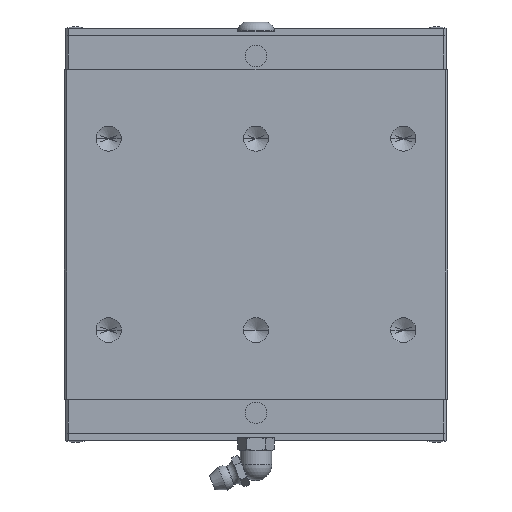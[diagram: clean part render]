
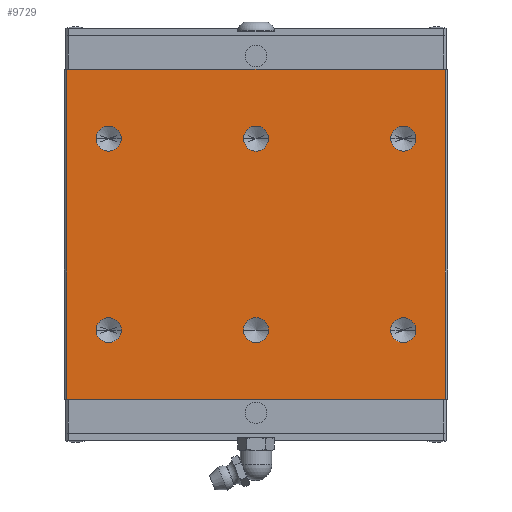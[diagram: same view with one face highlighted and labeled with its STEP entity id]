
A CAD part, top view. The second image highlights one B-rep face of the part: STEP entity #9729.
In plain terms, the highlighted planar face has unit normal (0, 0, 1).
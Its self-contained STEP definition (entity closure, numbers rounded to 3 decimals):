
#3569=EDGE_CURVE('',#5201,#5181,#10111,.T.);
#3867=EDGE_CURVE('',#5559,#9121,#10442,.T.);
#4073=EDGE_CURVE('',#4455,#8387,#10672,.T.);
#4203=VERTEX_POINT('',#10815);
#4225=EDGE_CURVE('',#9443,#5107,#10838,.T.);
#4455=VERTEX_POINT('',#11088);
#4471=EDGE_CURVE('',#7453,#6997,#11105,.T.);
#4641=VERTEX_POINT('',#11294);
#5107=VERTEX_POINT('',#11808);
#5129=EDGE_CURVE('',#6619,#8679,#11831,.T.);
#5181=VERTEX_POINT('',#11888);
#5201=VERTEX_POINT('',#11910);
#5363=EDGE_CURVE('',#8387,#4455,#12094,.T.);
#5559=VERTEX_POINT('',#12306);
#5755=EDGE_CURVE('',#4641,#7267,#12522,.T.);
#6619=VERTEX_POINT('',#13456);
#6691=EDGE_CURVE('',#5181,#5201,#13531,.T.);
#6743=EDGE_CURVE('',#7429,#4203,#13587,.T.);
#6981=EDGE_CURVE('',#8679,#6619,#13845,.T.);
#6997=VERTEX_POINT('',#13861);
#7267=VERTEX_POINT('',#14158);
#7429=VERTEX_POINT('',#14340);
#7453=VERTEX_POINT('',#14366);
#7639=EDGE_CURVE('',#5107,#7267,#14575,.T.);
#7793=EDGE_CURVE('',#4203,#7429,#14747,.T.);
#8387=VERTEX_POINT('',#15402);
#8679=VERTEX_POINT('',#15722);
#8915=EDGE_CURVE('',#6997,#7453,#15989,.T.);
#9121=VERTEX_POINT('',#16214);
#9443=VERTEX_POINT('',#16561);
#9597=EDGE_CURVE('',#9443,#4641,#16724,.T.);
#9671=EDGE_CURVE('',#9121,#5559,#16808,.T.);
#9729=ADVANCED_FACE('',(#16869,#16870,#16871,#16872,#16873,#16874,#16875),#16876,.T.);
#10111=CIRCLE('',#17414,4.25);
#10442=CIRCLE('',#17922,4.25);
#10672=CIRCLE('',#18229,4.25);
#10815=CARTESIAN_POINT('',(45.75,102.5,50.0));
#10838=LINE('',#18500,#18501);
#11088=CARTESIAN_POINT('',(-4.25,102.5,50.0));
#11105=CIRCLE('',#18924,4.25);
#11294=CARTESIAN_POINT('',(-64.2,14.0,50.0));
#11808=CARTESIAN_POINT('',(64.2,126.0,50.0));
#11831=CIRCLE('',#19977,4.25);
#11888=CARTESIAN_POINT('',(-45.75,102.5,50.0));
#11910=CARTESIAN_POINT('',(-54.25,102.5,50.0));
#12094=CIRCLE('',#20355,4.25);
#12306=CARTESIAN_POINT('',(54.25,37.5,50.0));
#12522=LINE('',#21006,#21007);
#13456=CARTESIAN_POINT('',(4.25,37.5,50.0));
#13531=CIRCLE('',#22652,4.25);
#13587=CIRCLE('',#22731,4.25);
#13845=CIRCLE('',#23143,4.25);
#13861=CARTESIAN_POINT('',(-54.25,37.5,50.0));
#14158=CARTESIAN_POINT('',(64.2,14.0,50.0));
#14340=CARTESIAN_POINT('',(54.25,102.5,50.0));
#14366=CARTESIAN_POINT('',(-45.75,37.5,50.0));
#14575=LINE('',#24245,#24246);
#14747=CIRCLE('',#24466,4.25);
#15402=CARTESIAN_POINT('',(4.25,102.5,50.0));
#15722=CARTESIAN_POINT('',(-4.25,37.5,50.0));
#15989=CIRCLE('',#26368,4.25);
#16214=CARTESIAN_POINT('',(45.75,37.5,50.0));
#16561=CARTESIAN_POINT('',(-64.2,126.0,50.0));
#16724=LINE('',#27576,#27577);
#16808=CIRCLE('',#27713,4.25);
#16869=FACE_BOUND('',#27811,.T.);
#16870=FACE_BOUND('',#27812,.T.);
#16871=FACE_BOUND('',#27813,.T.);
#16872=FACE_BOUND('',#27814,.T.);
#16873=FACE_OUTER_BOUND('',#27815,.T.);
#16874=FACE_BOUND('',#27816,.T.);
#16875=FACE_BOUND('',#27817,.T.);
#16876=PLANE('',#27818);
#17414=AXIS2_PLACEMENT_3D('',#28254,#28255,#28256);
#17922=AXIS2_PLACEMENT_3D('',#28730,#28731,#28732);
#18229=AXIS2_PLACEMENT_3D('',#29012,#29013,#29014);
#18500=CARTESIAN_POINT('',(-64.2,126.0,50.0));
#18501=VECTOR('',#29198,1.0);
#18924=AXIS2_PLACEMENT_3D('',#29462,#29463,#29464);
#19977=AXIS2_PLACEMENT_3D('',#30273,#30274,#30275);
#20355=AXIS2_PLACEMENT_3D('',#30588,#30589,#30590);
#21006=CARTESIAN_POINT('',(-64.2,14.0,50.0));
#21007=VECTOR('',#31093,1.0);
#22652=AXIS2_PLACEMENT_3D('',#32129,#32130,#32131);
#22731=AXIS2_PLACEMENT_3D('',#32187,#32188,#32189);
#23143=AXIS2_PLACEMENT_3D('',#32421,#32422,#32423);
#24245=CARTESIAN_POINT('',(64.2,126.0,50.0));
#24246=VECTOR('',#33205,1.0);
#24466=AXIS2_PLACEMENT_3D('',#33399,#33400,#33401);
#26368=AXIS2_PLACEMENT_3D('',#34779,#34780,#34781);
#27576=CARTESIAN_POINT('',(-64.2,126.0,50.0));
#27577=VECTOR('',#35440,1.0);
#27713=AXIS2_PLACEMENT_3D('',#35539,#35540,#35541);
#27811=EDGE_LOOP('',(#35589,#35590));
#27812=EDGE_LOOP('',(#35591,#35592));
#27813=EDGE_LOOP('',(#35593,#35594));
#27814=EDGE_LOOP('',(#35595,#35596));
#27815=EDGE_LOOP('',(#35597,#35598,#35599,#35600));
#27816=EDGE_LOOP('',(#35601,#35602));
#27817=EDGE_LOOP('',(#35603,#35604));
#27818=AXIS2_PLACEMENT_3D('',#35605,#35606,#35607);
#28254=CARTESIAN_POINT('',(-50.0,102.5,50.0));
#28255=DIRECTION('',(0.0,0.0,-1.0));
#28256=DIRECTION('',(1.0,0.0,0.0));
#28730=CARTESIAN_POINT('',(50.0,37.5,50.0));
#28731=DIRECTION('',(0.0,0.0,-1.0));
#28732=DIRECTION('',(1.0,0.0,0.0));
#29012=CARTESIAN_POINT('',(0.0,102.5,50.0));
#29013=DIRECTION('',(0.0,0.0,-1.0));
#29014=DIRECTION('',(1.0,0.0,0.0));
#29198=DIRECTION('',(1.0,0.0,0.0));
#29462=CARTESIAN_POINT('',(-50.0,37.5,50.0));
#29463=DIRECTION('',(0.0,0.0,-1.0));
#29464=DIRECTION('',(1.0,0.0,0.0));
#30273=CARTESIAN_POINT('',(0.0,37.5,50.0));
#30274=DIRECTION('',(0.0,0.0,-1.0));
#30275=DIRECTION('',(1.0,0.0,0.0));
#30588=CARTESIAN_POINT('',(0.0,102.5,50.0));
#30589=DIRECTION('',(0.0,0.0,-1.0));
#30590=DIRECTION('',(1.0,0.0,0.0));
#31093=DIRECTION('',(1.0,0.0,0.0));
#32129=CARTESIAN_POINT('',(-50.0,102.5,50.0));
#32130=DIRECTION('',(0.0,0.0,-1.0));
#32131=DIRECTION('',(1.0,0.0,0.0));
#32187=CARTESIAN_POINT('',(50.0,102.5,50.0));
#32188=DIRECTION('',(0.0,0.0,-1.0));
#32189=DIRECTION('',(1.0,0.0,0.0));
#32421=CARTESIAN_POINT('',(0.0,37.5,50.0));
#32422=DIRECTION('',(0.0,0.0,-1.0));
#32423=DIRECTION('',(1.0,0.0,0.0));
#33205=DIRECTION('',(0.0,-1.0,0.0));
#33399=CARTESIAN_POINT('',(50.0,102.5,50.0));
#33400=DIRECTION('',(0.0,0.0,-1.0));
#33401=DIRECTION('',(1.0,0.0,0.0));
#34779=CARTESIAN_POINT('',(-50.0,37.5,50.0));
#34780=DIRECTION('',(0.0,0.0,-1.0));
#34781=DIRECTION('',(1.0,0.0,0.0));
#35440=DIRECTION('',(0.0,-1.0,0.0));
#35539=CARTESIAN_POINT('',(50.0,37.5,50.0));
#35540=DIRECTION('',(0.0,0.0,-1.0));
#35541=DIRECTION('',(1.0,0.0,0.0));
#35589=ORIENTED_EDGE('',*,*,#5363,.T.);
#35590=ORIENTED_EDGE('',*,*,#4073,.T.);
#35591=ORIENTED_EDGE('',*,*,#5129,.T.);
#35592=ORIENTED_EDGE('',*,*,#6981,.T.);
#35593=ORIENTED_EDGE('',*,*,#4471,.T.);
#35594=ORIENTED_EDGE('',*,*,#8915,.T.);
#35595=ORIENTED_EDGE('',*,*,#6691,.T.);
#35596=ORIENTED_EDGE('',*,*,#3569,.T.);
#35597=ORIENTED_EDGE('',*,*,#5755,.T.);
#35598=ORIENTED_EDGE('',*,*,#7639,.F.);
#35599=ORIENTED_EDGE('',*,*,#4225,.F.);
#35600=ORIENTED_EDGE('',*,*,#9597,.T.);
#35601=ORIENTED_EDGE('',*,*,#6743,.T.);
#35602=ORIENTED_EDGE('',*,*,#7793,.T.);
#35603=ORIENTED_EDGE('',*,*,#3867,.T.);
#35604=ORIENTED_EDGE('',*,*,#9671,.T.);
#35605=CARTESIAN_POINT('',(-64.2,126.0,50.0));
#35606=DIRECTION('',(0.0,0.0,1.0));
#35607=DIRECTION('',(-1.0,0.0,-0.0));
